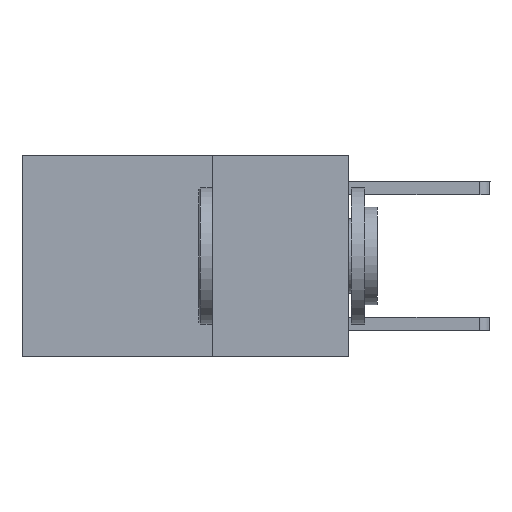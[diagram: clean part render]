
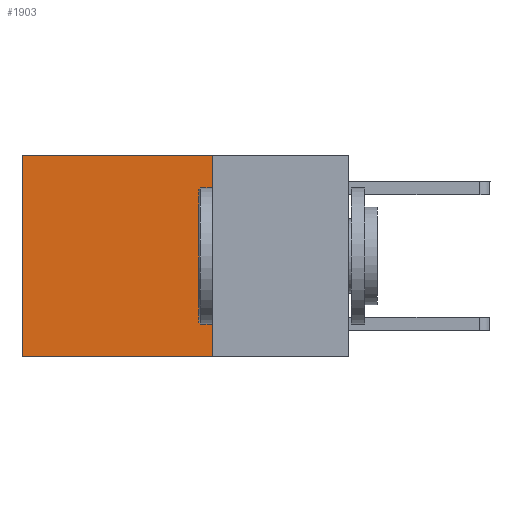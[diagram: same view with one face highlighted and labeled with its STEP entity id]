
A CAD part, left-side view. The second image highlights one B-rep face of the part: STEP entity #1903.
In plain terms, the highlighted planar face has unit normal (-1, 0, 0).
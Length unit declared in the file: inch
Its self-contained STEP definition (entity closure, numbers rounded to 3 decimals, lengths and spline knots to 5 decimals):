
#206 = CARTESIAN_POINT ( 'NONE',  ( 0.2625, 0.6, -0.37 ) ) ;
#208 = DIRECTION ( 'NONE',  ( 1., 0., 0. ) ) ;
#244 = CARTESIAN_POINT ( 'NONE',  ( 0.2625, 0.25, 0. ) ) ;
#556 = EDGE_CURVE ( 'NONE', #1909, #3357, #4982, .T. ) ;
#972 = DIRECTION ( 'NONE',  ( 0., 0., -1. ) ) ;
#1026 = PLANE ( 'NONE',  #4239 ) ;
#1845 = CARTESIAN_POINT ( 'NONE',  ( 0.2625, 0.25, 0. ) ) ;
#1903 = ADVANCED_FACE ( 'NONE', ( #9240 ), #1026, .F. ) ;
#1909 = VERTEX_POINT ( 'NONE', #4277 ) ;
#2474 = DIRECTION ( 'NONE',  ( 0., 0., -1. ) ) ;
#2779 = DIRECTION ( 'NONE',  ( 0., 1., 0. ) ) ;
#3052 = VECTOR ( 'NONE', #7712, 39.37008 ) ;
#3073 = ORIENTED_EDGE ( 'NONE', *, *, #9958, .T. ) ;
#3176 = VERTEX_POINT ( 'NONE', #3956 ) ;
#3301 = DIRECTION ( 'NONE',  ( 0., 1., 0. ) ) ;
#3357 = VERTEX_POINT ( 'NONE', #206 ) ;
#3956 = CARTESIAN_POINT ( 'NONE',  ( 0.2625, 0.6, 0. ) ) ;
#4166 = CARTESIAN_POINT ( 'NONE',  ( 0.2625, 0.25, -0.37 ) ) ;
#4172 = EDGE_CURVE ( 'NONE', #5751, #3176, #6878, .T. ) ;
#4239 = AXIS2_PLACEMENT_3D ( 'NONE', #8438, #208, #972 ) ;
#4277 = CARTESIAN_POINT ( 'NONE',  ( 0.2625, 0.25, -0.37 ) ) ;
#4825 = ORIENTED_EDGE ( 'NONE', *, *, #4172, .T. ) ;
#4982 = LINE ( 'NONE', #4166, #8453 ) ;
#5498 = VECTOR ( 'NONE', #2474, 39.37008 ) ;
#5657 = ORIENTED_EDGE ( 'NONE', *, *, #9555, .F. ) ;
#5751 = VERTEX_POINT ( 'NONE', #9881 ) ;
#6878 = LINE ( 'NONE', #244, #8322 ) ;
#7712 = DIRECTION ( 'NONE',  ( 0., 0., -1. ) ) ;
#8322 = VECTOR ( 'NONE', #2779, 39.37008 ) ;
#8438 = CARTESIAN_POINT ( 'NONE',  ( 0.2625, 0.25, 0. ) ) ;
#8453 = VECTOR ( 'NONE', #3301, 39.37008 ) ;
#9069 = LINE ( 'NONE', #10000, #5498 ) ;
#9240 = FACE_OUTER_BOUND ( 'NONE', #9787, .T. ) ;
#9555 = EDGE_CURVE ( 'NONE', #5751, #1909, #10230, .T. ) ;
#9787 = EDGE_LOOP ( 'NONE', ( #3073, #10385, #5657, #4825 ) ) ;
#9881 = CARTESIAN_POINT ( 'NONE',  ( 0.2625, 0.25, 0. ) ) ;
#9958 = EDGE_CURVE ( 'NONE', #3176, #3357, #9069, .T. ) ;
#10000 = CARTESIAN_POINT ( 'NONE',  ( 0.2625, 0.6, 0. ) ) ;
#10230 = LINE ( 'NONE', #1845, #3052 ) ;
#10385 = ORIENTED_EDGE ( 'NONE', *, *, #556, .F. ) ;
